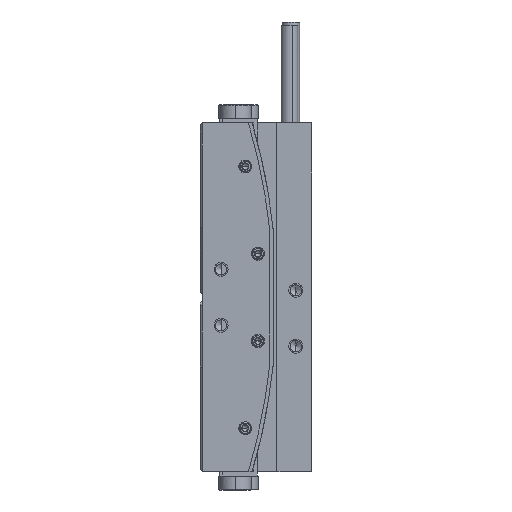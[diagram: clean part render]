
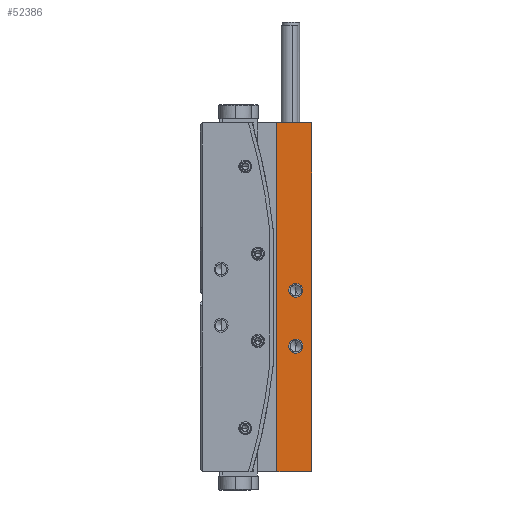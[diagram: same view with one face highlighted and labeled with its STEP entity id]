
A CAD part, left-side view. The second image highlights one B-rep face of the part: STEP entity #52386.
In plain terms, the highlighted face is planar.
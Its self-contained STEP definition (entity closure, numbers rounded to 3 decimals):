
#496 = ORIENTED_EDGE ( 'NONE', *, *, #11386, .F. ) ;
#636 = CARTESIAN_POINT ( 'NONE',  ( 0., 5., 0. ) ) ;
#868 = ORIENTED_EDGE ( 'NONE', *, *, #64942, .T. ) ;
#1422 = VECTOR ( 'NONE', #33710, 1000. ) ;
#1876 = EDGE_CURVE ( 'NONE', #53521, #64553, #32504, .T. ) ;
#2832 = ORIENTED_EDGE ( 'NONE', *, *, #18774, .F. ) ;
#3880 = VECTOR ( 'NONE', #20865, 1000. ) ;
#6035 = VERTEX_POINT ( 'NONE', #12637 ) ;
#9657 = CARTESIAN_POINT ( 'NONE',  ( 24., 2.3, 0. ) ) ;
#10016 = DIRECTION ( 'NONE',  ( 0., 0., -1. ) ) ;
#10311 = CARTESIAN_POINT ( 'NONE',  ( 0., 0., 0. ) ) ;
#10472 = PLANE ( 'NONE',  #30408 ) ;
#11386 = EDGE_CURVE ( 'NONE', #70229, #37497, #35600, .T. ) ;
#12637 = CARTESIAN_POINT ( 'NONE',  ( 50., 5., 0. ) ) ;
#13412 = ORIENTED_EDGE ( 'NONE', *, *, #28888, .F. ) ;
#14712 = EDGE_CURVE ( 'NONE', #32208, #68182, #60071, .T. ) ;
#16272 = CARTESIAN_POINT ( 'NONE',  ( 50., 0., 0. ) ) ;
#16992 = LINE ( 'NONE', #636, #1422 ) ;
#18015 = CARTESIAN_POINT ( 'NONE',  ( 31., 2.3, 0. ) ) ;
#18704 = VECTOR ( 'NONE', #51205, 1000. ) ;
#18774 = EDGE_CURVE ( 'NONE', #37497, #70229, #24982, .T. ) ;
#20865 = DIRECTION ( 'NONE',  ( -1., 0., 0. ) ) ;
#21186 = DIRECTION ( 'NONE',  ( 0., 0., -1. ) ) ;
#21552 = CARTESIAN_POINT ( 'NONE',  ( 24., 2.3, 0. ) ) ;
#22600 = CARTESIAN_POINT ( 'NONE',  ( 0., 5., 0. ) ) ;
#24335 = CARTESIAN_POINT ( 'NONE',  ( 0., 5., 0. ) ) ;
#24982 = CIRCLE ( 'NONE', #38917, 1. ) ;
#28888 = EDGE_CURVE ( 'NONE', #68182, #32208, #54752, .T. ) ;
#29910 = EDGE_LOOP ( 'NONE', ( #496, #2832 ) ) ;
#30149 = DIRECTION ( 'NONE',  ( 0., 0., -1. ) ) ;
#30408 = AXIS2_PLACEMENT_3D ( 'NONE', #68546, #68915, #68184 ) ;
#31131 = ORIENTED_EDGE ( 'NONE', *, *, #14712, .F. ) ;
#32208 = VERTEX_POINT ( 'NONE', #61694 ) ;
#32504 = LINE ( 'NONE', #10311, #3880 ) ;
#33710 = DIRECTION ( 'NONE',  ( -1., 0., 0. ) ) ;
#33929 = AXIS2_PLACEMENT_3D ( 'NONE', #9657, #10016, #58715 ) ;
#34383 = CARTESIAN_POINT ( 'NONE',  ( 33., 2.3, 0. ) ) ;
#35600 = CIRCLE ( 'NONE', #49544, 1. ) ;
#37497 = VERTEX_POINT ( 'NONE', #34383 ) ;
#38085 = FACE_BOUND ( 'NONE', #46384, .T. ) ;
#38177 = EDGE_LOOP ( 'NONE', ( #68466, #65910, #66324, #868 ) ) ;
#38917 = AXIS2_PLACEMENT_3D ( 'NONE', #63543, #30149, #70059 ) ;
#39200 = AXIS2_PLACEMENT_3D ( 'NONE', #21552, #21186, #53517 ) ;
#40871 = VERTEX_POINT ( 'NONE', #22600 ) ;
#43082 = CARTESIAN_POINT ( 'NONE',  ( 25., 2.3, 0. ) ) ;
#46384 = EDGE_LOOP ( 'NONE', ( #31131, #13412 ) ) ;
#46469 = LINE ( 'NONE', #24335, #18704 ) ;
#48338 = CARTESIAN_POINT ( 'NONE',  ( 50., 5., 0. ) ) ;
#49303 = VECTOR ( 'NONE', #70498, 1000. ) ;
#49544 = AXIS2_PLACEMENT_3D ( 'NONE', #57622, #63453, #62722 ) ;
#49641 = CARTESIAN_POINT ( 'NONE',  ( 0., 0., 0. ) ) ;
#51205 = DIRECTION ( 'NONE',  ( 0., -1., 0. ) ) ;
#51897 = EDGE_CURVE ( 'NONE', #40871, #64553, #46469, .T. ) ;
#52386 = ADVANCED_FACE ( 'NONE', ( #65702, #38085, #60231 ), #10472, .F. ) ;
#53517 = DIRECTION ( 'NONE',  ( -1., 0., 0. ) ) ;
#53521 = VERTEX_POINT ( 'NONE', #16272 ) ;
#53845 = EDGE_CURVE ( 'NONE', #6035, #40871, #16992, .T. ) ;
#54752 = CIRCLE ( 'NONE', #33929, 1. ) ;
#57622 = CARTESIAN_POINT ( 'NONE',  ( 32., 2.3, 0. ) ) ;
#58715 = DIRECTION ( 'NONE',  ( -1., 0., 0. ) ) ;
#60071 = CIRCLE ( 'NONE', #39200, 1. ) ;
#60231 = FACE_OUTER_BOUND ( 'NONE', #38177, .T. ) ;
#61694 = CARTESIAN_POINT ( 'NONE',  ( 23., 2.3, 0. ) ) ;
#62722 = DIRECTION ( 'NONE',  ( -1., 0., 0. ) ) ;
#63453 = DIRECTION ( 'NONE',  ( 0., 0., -1. ) ) ;
#63543 = CARTESIAN_POINT ( 'NONE',  ( 32., 2.3, 0. ) ) ;
#64553 = VERTEX_POINT ( 'NONE', #49641 ) ;
#64942 = EDGE_CURVE ( 'NONE', #6035, #53521, #71217, .T. ) ;
#65702 = FACE_BOUND ( 'NONE', #29910, .T. ) ;
#65910 = ORIENTED_EDGE ( 'NONE', *, *, #51897, .F. ) ;
#66324 = ORIENTED_EDGE ( 'NONE', *, *, #53845, .F. ) ;
#68182 = VERTEX_POINT ( 'NONE', #43082 ) ;
#68184 = DIRECTION ( 'NONE',  ( 1., 0., 0. ) ) ;
#68466 = ORIENTED_EDGE ( 'NONE', *, *, #1876, .T. ) ;
#68546 = CARTESIAN_POINT ( 'NONE',  ( 0., 5., 0. ) ) ;
#68915 = DIRECTION ( 'NONE',  ( 0., 0., 1. ) ) ;
#70059 = DIRECTION ( 'NONE',  ( -1., 0., 0. ) ) ;
#70229 = VERTEX_POINT ( 'NONE', #18015 ) ;
#70498 = DIRECTION ( 'NONE',  ( 0., -1., 0. ) ) ;
#71217 = LINE ( 'NONE', #48338, #49303 ) ;
